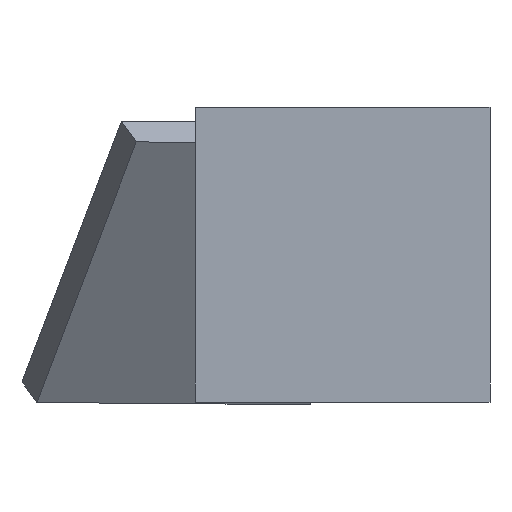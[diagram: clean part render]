
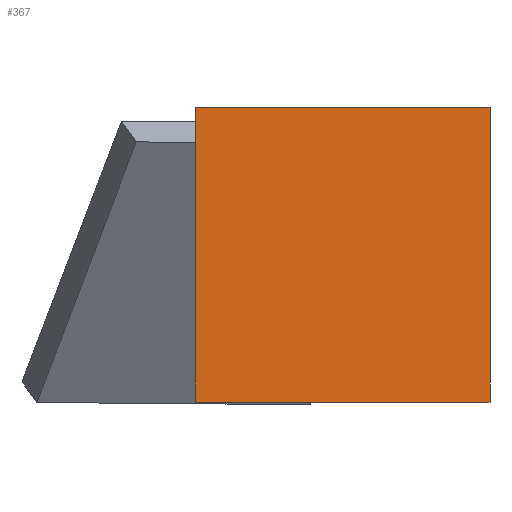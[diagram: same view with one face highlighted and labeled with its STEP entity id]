
A CAD part, left-side view. The second image highlights one B-rep face of the part: STEP entity #367.
In plain terms, the highlighted planar face has unit normal (-1, 0, 0).
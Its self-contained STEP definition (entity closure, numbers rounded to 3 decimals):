
#27=FACE_OUTER_BOUND('',#49,.T.);
#49=EDGE_LOOP('',(#270,#271,#272,#273));
#84=LINE('',#553,#132);
#85=LINE('',#556,#133);
#86=LINE('',#558,#134);
#87=LINE('',#559,#135);
#132=VECTOR('',#453,10.);
#133=VECTOR('',#456,10.);
#134=VECTOR('',#457,10.);
#135=VECTOR('',#458,10.);
#174=VERTEX_POINT('',#549);
#175=VERTEX_POINT('',#551);
#176=VERTEX_POINT('',#555);
#177=VERTEX_POINT('',#557);
#212=EDGE_CURVE('',#174,#175,#84,.T.);
#213=EDGE_CURVE('',#174,#176,#85,.T.);
#214=EDGE_CURVE('',#177,#175,#86,.T.);
#215=EDGE_CURVE('',#176,#177,#87,.T.);
#270=ORIENTED_EDGE('',*,*,#213,.F.);
#271=ORIENTED_EDGE('',*,*,#212,.T.);
#272=ORIENTED_EDGE('',*,*,#214,.F.);
#273=ORIENTED_EDGE('',*,*,#215,.F.);
#345=PLANE('',#404);
#367=ADVANCED_FACE('',(#27),#345,.T.);
#404=AXIS2_PLACEMENT_3D('',#554,#454,#455);
#453=DIRECTION('',(0.,0.,1.));
#454=DIRECTION('center_axis',(-1.,0.,0.));
#455=DIRECTION('ref_axis',(0.,-1.,0.));
#456=DIRECTION('',(0.,1.,0.));
#457=DIRECTION('',(0.,-1.,0.));
#458=DIRECTION('',(0.,0.,1.));
#549=CARTESIAN_POINT('',(-25.,-25.,0.));
#551=CARTESIAN_POINT('',(-25.,-25.,50.));
#553=CARTESIAN_POINT('',(-25.,-25.,0.));
#554=CARTESIAN_POINT('Origin',(-25.,25.,0.));
#555=CARTESIAN_POINT('',(-25.,25.,0.));
#556=CARTESIAN_POINT('',(-25.,-25.,0.));
#557=CARTESIAN_POINT('',(-25.,25.,50.));
#558=CARTESIAN_POINT('',(-25.,-25.,50.));
#559=CARTESIAN_POINT('',(-25.,25.,0.));
